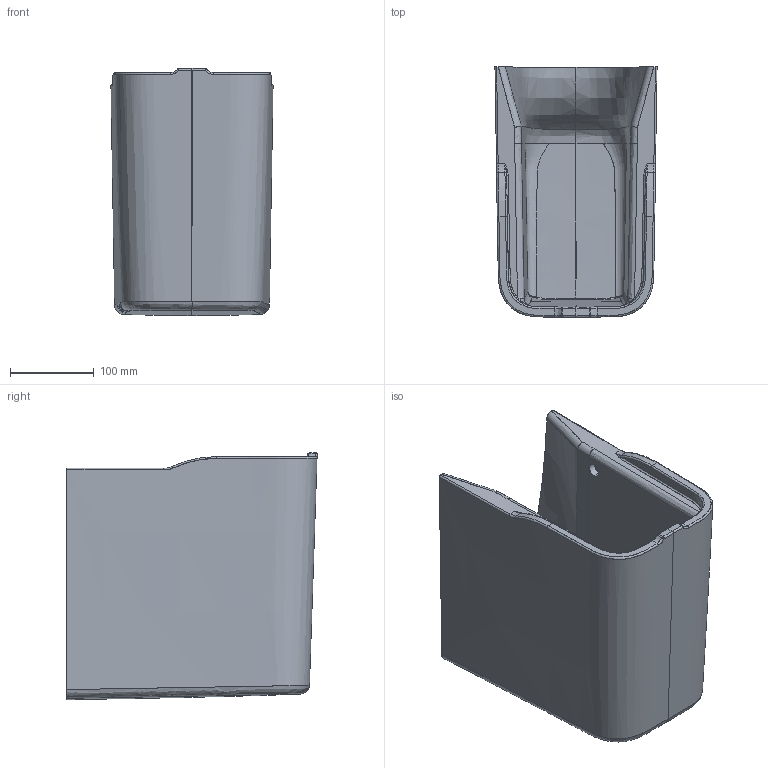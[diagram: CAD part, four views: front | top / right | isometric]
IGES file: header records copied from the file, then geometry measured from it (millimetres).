
Start section: SolidWorks IGES file using analytic representation for surfaces
Global section: file name: BY610.IGS; native system: SolidWorks 2014; preprocessor: SolidWorks 2014; author: ricbru01; date: 170822.094619; units: millimetre
Bounding box: 194.1 x 299.73 x 295.99 mm (x, y, z)
Surface area: 807711.5 mm2 (no closed solid volume)
Topology: 0 solids, 0 shells, 124 faces, 2852 edges, 2844 vertices
Faces by surface type: bspline 112, revolution 12
